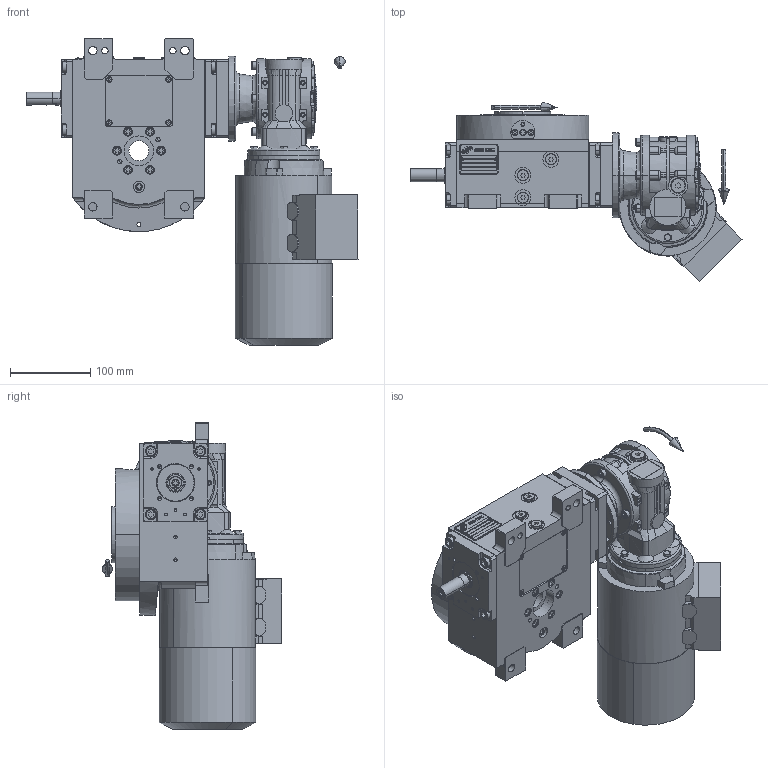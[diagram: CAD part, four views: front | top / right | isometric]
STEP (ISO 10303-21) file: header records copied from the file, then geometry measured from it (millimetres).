
FILE_DESCRIPTION (( 'STEP AP203' ), '1' );
FILE_NAME ('PC5201603.step', '2025-10-17T09:16:06', ( '' ), ( '' ), 'SwSTEP 2.0', 'SolidWorks 2020', '' );
FILE_SCHEMA (( 'CONFIG_CONTROL_DESIGN' ));
Length unit declared in the file: millimetre
Products named in the file (85): AS_rig04_004_s_002; cfn2000_01_129; RIG06_021_AF0.stp; CFN2155_01_007.stp; cfn2107_01_001; CFN2203_02_001.stp; cfn2000_01_151; cfn2128_04_011; cfn2155_01_055; rig04_004_s_001; AS_rig04_015; cfn2476_01_001_48x38; RMI40_F1_SX_63B14; cfn2115_02_213; rig04_004; freccia_angolare_albero; cfn2003_01_063; CFN2104_02_017.stp; olio_agip_blasia_150; AS_900_38_30_003; rig04_071_8_m.stp; cfn2000_01_147; rig04_015; AS_cfn2476_01_001_48x38; rig04_007_master; 900_38_30_003; cfn2155_01_038; cfn2151_01_092; RIG04_005_ASM.stp; AS_rig04_014_s_001; cfn2155_01_186; cfn2128_05_006; cfn2077_01_018; cfn2000_01_161; cfn2151_01_162; cfn2070_05_001; rig04_001_a_s_012; rig04_004_s_002; AS_rig04_004_s_001; AS_rig04_071_8_m ...
Assembly tree (77 placements, depth 5):
  CFN2203_02_001.stp
  cfn2115_02_213
  olio_agip_blasia_150
  rig04_007_master
  cfn2151_01_092
Bounding box: 414.63 x 224.13 x 382.99 mm (x, y, z)
Volume: 4737708.7 mm3; surface area: 729230.3 mm2
Topology: 80 solids, 80 shells, 3589 faces, 8961 edges, 5737 vertices
Faces by surface type: plane 1678, cylinder 1210, cone 532, torus 145, bspline 18, sphere 6
Entity records: 122291 total; most frequent: CARTESIAN_POINT 29146, DIRECTION 17957, ORIENTED_EDGE 17276, EDGE_CURVE 8638, AXIS2_PLACEMENT_3D 6545, VERTEX_POINT 5592, LINE 4867, VECTOR 4867
